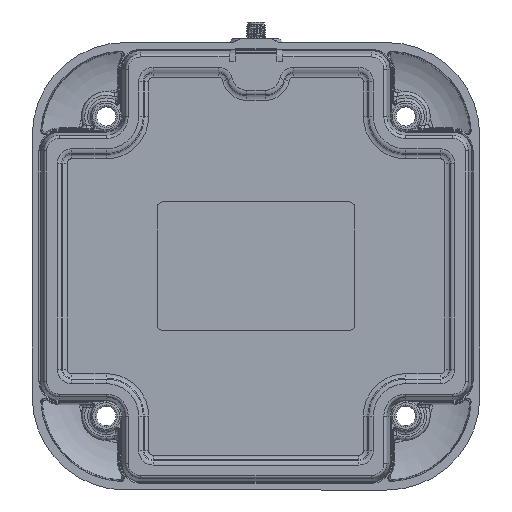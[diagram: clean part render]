
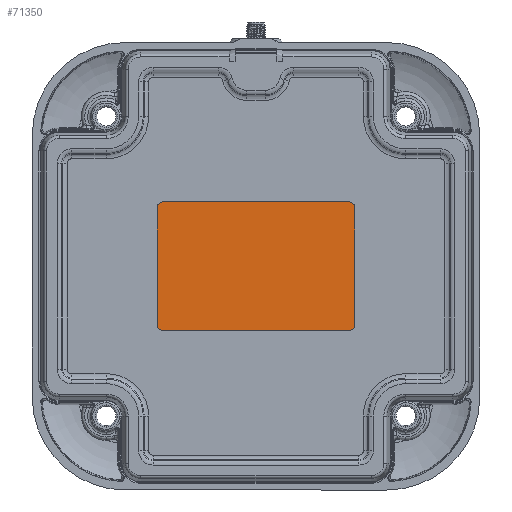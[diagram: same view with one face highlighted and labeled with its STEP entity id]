
A CAD part, front view. The second image highlights one B-rep face of the part: STEP entity #71350.
In plain terms, the highlighted planar face has unit normal (0, -1, 0).
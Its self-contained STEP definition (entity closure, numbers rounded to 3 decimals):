
#112 = EDGE_CURVE ( 'NONE', #36957, #10747, #10760, .T. ) ;
#268 = LINE ( 'NONE', #49793, #46655 ) ;
#1569 = ORIENTED_EDGE ( 'NONE', *, *, #62154, .T. ) ;
#2390 = CARTESIAN_POINT ( 'NONE',  ( -31., -2.721, -21.5 ) ) ;
#2396 = ORIENTED_EDGE ( 'NONE', *, *, #43647, .T. ) ;
#7179 = AXIS2_PLACEMENT_3D ( 'NONE', #49062, #71113, #55167 ) ;
#7237 = ORIENTED_EDGE ( 'NONE', *, *, #23380, .T. ) ;
#7933 = CARTESIAN_POINT ( 'NONE',  ( 33., -2.721, -19.5 ) ) ;
#7941 = CARTESIAN_POINT ( 'NONE',  ( 31., -2.721, 19.5 ) ) ;
#8546 = VECTOR ( 'NONE', #38251, 1000. ) ;
#10747 = VERTEX_POINT ( 'NONE', #46021 ) ;
#10760 = CIRCLE ( 'NONE', #58133, 2. ) ;
#11854 = AXIS2_PLACEMENT_3D ( 'NONE', #36298, #30863, #25505 ) ;
#13478 = CARTESIAN_POINT ( 'NONE',  ( -31., -2.721, -21.5 ) ) ;
#13766 = DIRECTION ( 'NONE',  ( -1., 0., 0. ) ) ;
#14656 = CARTESIAN_POINT ( 'NONE',  ( -31., -2.721, 21.5 ) ) ;
#15306 = ORIENTED_EDGE ( 'NONE', *, *, #35083, .T. ) ;
#15934 = CARTESIAN_POINT ( 'NONE',  ( 31., -2.721, -21.5 ) ) ;
#16557 = DIRECTION ( 'NONE',  ( 0., 0., -1. ) ) ;
#17049 = PLANE ( 'NONE',  #66624 ) ;
#17278 = EDGE_CURVE ( 'NONE', #68540, #36957, #41804, .T. ) ;
#17460 = CARTESIAN_POINT ( 'NONE',  ( -31., -2.721, 21.5 ) ) ;
#19289 = DIRECTION ( 'NONE',  ( 1., 0., 0. ) ) ;
#19505 = DIRECTION ( 'NONE',  ( 0., -1., 0. ) ) ;
#23380 = EDGE_CURVE ( 'NONE', #42558, #68540, #46561, .T. ) ;
#24044 = LINE ( 'NONE', #13478, #66800 ) ;
#24515 = VERTEX_POINT ( 'NONE', #44215 ) ;
#25505 = DIRECTION ( 'NONE',  ( -1., 0., 0. ) ) ;
#27715 = ORIENTED_EDGE ( 'NONE', *, *, #62025, .T. ) ;
#30863 = DIRECTION ( 'NONE',  ( 0., -1., 0. ) ) ;
#31330 = DIRECTION ( 'NONE',  ( -1., 0., 0. ) ) ;
#33926 = CARTESIAN_POINT ( 'NONE',  ( 33., -2.721, 19.5 ) ) ;
#35083 = EDGE_CURVE ( 'NONE', #53718, #37231, #24044, .T. ) ;
#35138 = DIRECTION ( 'NONE',  ( 0., 1., 0. ) ) ;
#36298 = CARTESIAN_POINT ( 'NONE',  ( 31., -2.721, 19.5 ) ) ;
#36957 = VERTEX_POINT ( 'NONE', #17460 ) ;
#37231 = VERTEX_POINT ( 'NONE', #15934 ) ;
#38251 = DIRECTION ( 'NONE',  ( 0., 0., 1. ) ) ;
#39226 = CIRCLE ( 'NONE', #48473, 2. ) ;
#39907 = VERTEX_POINT ( 'NONE', #7933 ) ;
#41804 = LINE ( 'NONE', #14656, #46593 ) ;
#42558 = VERTEX_POINT ( 'NONE', #45846 ) ;
#43280 = CARTESIAN_POINT ( 'NONE',  ( 31., -2.721, 21.5 ) ) ;
#43647 = EDGE_CURVE ( 'NONE', #24515, #53718, #47633, .T. ) ;
#44215 = CARTESIAN_POINT ( 'NONE',  ( -33., -2.721, -19.5 ) ) ;
#45846 = CARTESIAN_POINT ( 'NONE',  ( 33., -2.721, 19.5 ) ) ;
#45969 = FACE_OUTER_BOUND ( 'NONE', #46810, .T. ) ;
#46021 = CARTESIAN_POINT ( 'NONE',  ( -33., -2.721, 19.5 ) ) ;
#46561 = CIRCLE ( 'NONE', #11854, 2. ) ;
#46593 = VECTOR ( 'NONE', #31330, 1000. ) ;
#46655 = VECTOR ( 'NONE', #16557, 1000. ) ;
#46810 = EDGE_LOOP ( 'NONE', ( #7237, #55831, #66644, #27715, #2396, #15306, #47908, #1569 ) ) ;
#46933 = DIRECTION ( 'NONE',  ( 1., 0., 0. ) ) ;
#47633 = CIRCLE ( 'NONE', #7179, 2. ) ;
#47908 = ORIENTED_EDGE ( 'NONE', *, *, #63767, .T. ) ;
#48205 = DIRECTION ( 'NONE',  ( 0., -1., 0. ) ) ;
#48473 = AXIS2_PLACEMENT_3D ( 'NONE', #62487, #19505, #46933 ) ;
#49062 = CARTESIAN_POINT ( 'NONE',  ( -31., -2.721, -19.5 ) ) ;
#49793 = CARTESIAN_POINT ( 'NONE',  ( -33., -2.721, 19.5 ) ) ;
#53718 = VERTEX_POINT ( 'NONE', #2390 ) ;
#55167 = DIRECTION ( 'NONE',  ( 1., 0., 0. ) ) ;
#55831 = ORIENTED_EDGE ( 'NONE', *, *, #17278, .T. ) ;
#58133 = AXIS2_PLACEMENT_3D ( 'NONE', #58716, #48205, #65195 ) ;
#58716 = CARTESIAN_POINT ( 'NONE',  ( -31., -2.721, 19.5 ) ) ;
#62025 = EDGE_CURVE ( 'NONE', #10747, #24515, #268, .T. ) ;
#62154 = EDGE_CURVE ( 'NONE', #39907, #42558, #67127, .T. ) ;
#62487 = CARTESIAN_POINT ( 'NONE',  ( 31., -2.721, -19.5 ) ) ;
#63767 = EDGE_CURVE ( 'NONE', #37231, #39907, #39226, .T. ) ;
#65195 = DIRECTION ( 'NONE',  ( 1., 0., 0. ) ) ;
#66624 = AXIS2_PLACEMENT_3D ( 'NONE', #7941, #35138, #13766 ) ;
#66644 = ORIENTED_EDGE ( 'NONE', *, *, #112, .T. ) ;
#66800 = VECTOR ( 'NONE', #19289, 1000. ) ;
#67127 = LINE ( 'NONE', #33926, #8546 ) ;
#68540 = VERTEX_POINT ( 'NONE', #43280 ) ;
#71113 = DIRECTION ( 'NONE',  ( 0., -1., 0. ) ) ;
#71350 = ADVANCED_FACE ( 'NONE', ( #45969 ), #17049, .F. ) ;
